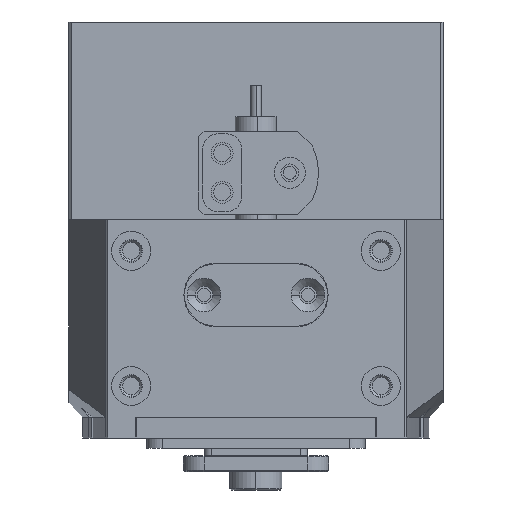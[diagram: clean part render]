
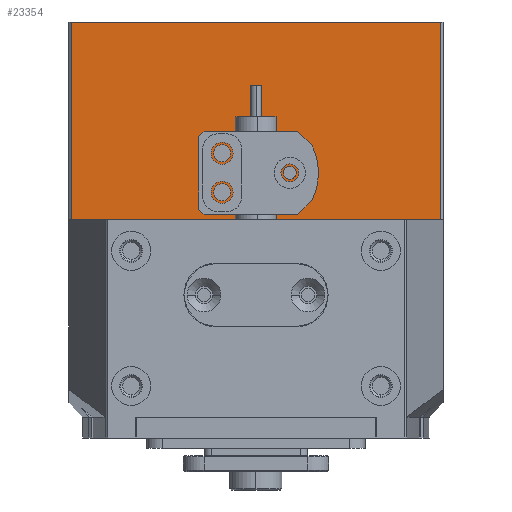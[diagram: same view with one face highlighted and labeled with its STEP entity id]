
A CAD part, left-side view. The second image highlights one B-rep face of the part: STEP entity #23354.
In plain terms, the highlighted planar face has unit normal (-1, 0, 0).
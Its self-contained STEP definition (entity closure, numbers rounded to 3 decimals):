
#81 = CIRCLE ( 'NONE', #4526, 1.25 ) ;
#272 = DIRECTION ( 'NONE',  ( 0., 0., 1. ) ) ;
#983 = CARTESIAN_POINT ( 'NONE',  ( -68.858, 12.927, 198.148 ) ) ;
#1263 = ORIENTED_EDGE ( 'NONE', *, *, #15587, .F. ) ;
#2795 = DIRECTION ( 'NONE',  ( 0., 0., 1. ) ) ;
#3565 = FACE_BOUND ( 'NONE', #37840, .T. ) ;
#3729 = EDGE_CURVE ( 'NONE', #17096, #47987, #42976, .T. ) ;
#3835 = CARTESIAN_POINT ( 'NONE',  ( -68.858, 19.427, 165.398 ) ) ;
#4363 = CARTESIAN_POINT ( 'NONE',  ( -68.858, 19.427, 172.898 ) ) ;
#4526 = AXIS2_PLACEMENT_3D ( 'NONE', #21881, #49136, #10090 ) ;
#4694 = AXIS2_PLACEMENT_3D ( 'NONE', #9419, #48632, #13360 ) ;
#4846 = VERTEX_POINT ( 'NONE', #25074 ) ;
#6221 = CARTESIAN_POINT ( 'NONE',  ( -68.858, -22.573, 160.148 ) ) ;
#6442 = CARTESIAN_POINT ( 'NONE',  ( -68.858, 19.427, 172.898 ) ) ;
#6719 = VERTEX_POINT ( 'NONE', #33426 ) ;
#7093 = AXIS2_PLACEMENT_3D ( 'NONE', #39185, #35077, #19465 ) ;
#7376 = LINE ( 'NONE', #983, #30673 ) ;
#7424 = EDGE_CURVE ( 'NONE', #31805, #6719, #27995, .T. ) ;
#9091 = ORIENTED_EDGE ( 'NONE', *, *, #9398, .F. ) ;
#9300 = EDGE_CURVE ( 'NONE', #6719, #31805, #42442, .T. ) ;
#9398 = EDGE_CURVE ( 'NONE', #36068, #34113, #36597, .T. ) ;
#9419 = CARTESIAN_POINT ( 'NONE',  ( -68.858, 19.427, 165.398 ) ) ;
#9997 = DIRECTION ( 'NONE',  ( 0., 0., -1. ) ) ;
#10090 = DIRECTION ( 'NONE',  ( 0., 0., 1. ) ) ;
#10376 = DIRECTION ( 'NONE',  ( -1., 0., 0. ) ) ;
#10800 = CARTESIAN_POINT ( 'NONE',  ( -68.858, 6.427, 170.398 ) ) ;
#11757 = EDGE_LOOP ( 'NONE', ( #22939, #18710, #41314, #17723 ) ) ;
#11767 = DIRECTION ( 'NONE',  ( 0., 0., 1. ) ) ;
#13360 = DIRECTION ( 'NONE',  ( 0., 0., 1. ) ) ;
#13385 = FACE_BOUND ( 'NONE', #30541, .T. ) ;
#14020 = FACE_BOUND ( 'NONE', #35575, .T. ) ;
#14026 = ORIENTED_EDGE ( 'NONE', *, *, #25381, .F. ) ;
#15380 = VECTOR ( 'NONE', #272, 1000. ) ;
#15587 = EDGE_CURVE ( 'NONE', #47987, #17096, #81, .T. ) ;
#15759 = CARTESIAN_POINT ( 'NONE',  ( -68.858, 19.427, 163.748 ) ) ;
#16121 = CARTESIAN_POINT ( 'NONE',  ( -68.858, 19.427, 174.548 ) ) ;
#16588 = DIRECTION ( 'NONE',  ( 0., 1., 0. ) ) ;
#17096 = VERTEX_POINT ( 'NONE', #32688 ) ;
#17151 = EDGE_CURVE ( 'NONE', #29171, #22354, #37378, .T. ) ;
#17668 = AXIS2_PLACEMENT_3D ( 'NONE', #21461, #21117, #40499 ) ;
#17723 = ORIENTED_EDGE ( 'NONE', *, *, #22558, .T. ) ;
#18091 = CIRCLE ( 'NONE', #43267, 1.65 ) ;
#18710 = ORIENTED_EDGE ( 'NONE', *, *, #25956, .T. ) ;
#18910 = VECTOR ( 'NONE', #9997, 1000. ) ;
#19441 = DIRECTION ( 'NONE',  ( -1., 0., 0. ) ) ;
#19465 = DIRECTION ( 'NONE',  ( 0., 0., -1. ) ) ;
#21117 = DIRECTION ( 'NONE',  ( -1., 0., 0. ) ) ;
#21461 = CARTESIAN_POINT ( 'NONE',  ( -68.858, 6.427, 169.148 ) ) ;
#21881 = CARTESIAN_POINT ( 'NONE',  ( -68.858, 6.427, 169.148 ) ) ;
#22354 = VERTEX_POINT ( 'NONE', #39321 ) ;
#22558 = EDGE_CURVE ( 'NONE', #42506, #22354, #45898, .T. ) ;
#22939 = ORIENTED_EDGE ( 'NONE', *, *, #17151, .F. ) ;
#23354 = ADVANCED_FACE ( 'NONE', ( #13385, #14020, #3565, #37925 ), #39029, .F. ) ;
#24391 = DIRECTION ( 'NONE',  ( -1., 0., 0. ) ) ;
#25074 = CARTESIAN_POINT ( 'NONE',  ( -68.858, -22.573, 198.148 ) ) ;
#25142 = CARTESIAN_POINT ( 'NONE',  ( -68.858, -27.073, 160.148 ) ) ;
#25381 = EDGE_CURVE ( 'NONE', #34113, #36068, #18091, .T. ) ;
#25956 = EDGE_CURVE ( 'NONE', #29171, #4846, #37479, .T. ) ;
#26940 = VECTOR ( 'NONE', #28930, 1000. ) ;
#27678 = AXIS2_PLACEMENT_3D ( 'NONE', #3835, #19441, #11767 ) ;
#27995 = CIRCLE ( 'NONE', #27678, 1.65 ) ;
#28930 = DIRECTION ( 'NONE',  ( 0., 1., 0. ) ) ;
#29171 = VERTEX_POINT ( 'NONE', #6221 ) ;
#30541 = EDGE_LOOP ( 'NONE', ( #9091, #14026 ) ) ;
#30673 = VECTOR ( 'NONE', #16588, 1000. ) ;
#30934 = ORIENTED_EDGE ( 'NONE', *, *, #7424, .F. ) ;
#31053 = ORIENTED_EDGE ( 'NONE', *, *, #3729, .F. ) ;
#31805 = VERTEX_POINT ( 'NONE', #15759 ) ;
#31854 = CARTESIAN_POINT ( 'NONE',  ( -68.858, 48.427, 198.148 ) ) ;
#32688 = CARTESIAN_POINT ( 'NONE',  ( -68.858, 6.427, 167.898 ) ) ;
#33426 = CARTESIAN_POINT ( 'NONE',  ( -68.858, 19.427, 167.048 ) ) ;
#34113 = VERTEX_POINT ( 'NONE', #45163 ) ;
#35077 = DIRECTION ( 'NONE',  ( 1., 0., 0. ) ) ;
#35575 = EDGE_LOOP ( 'NONE', ( #50762, #30934 ) ) ;
#35587 = CARTESIAN_POINT ( 'NONE',  ( -68.858, -22.573, 198.148 ) ) ;
#36068 = VERTEX_POINT ( 'NONE', #16121 ) ;
#36597 = CIRCLE ( 'NONE', #43803, 1.65 ) ;
#37378 = LINE ( 'NONE', #25142, #26940 ) ;
#37479 = LINE ( 'NONE', #35587, #15380 ) ;
#37840 = EDGE_LOOP ( 'NONE', ( #1263, #31053 ) ) ;
#37925 = FACE_OUTER_BOUND ( 'NONE', #11757, .T. ) ;
#39029 = PLANE ( 'NONE',  #7093 ) ;
#39185 = CARTESIAN_POINT ( 'NONE',  ( -68.858, -27.073, 160.148 ) ) ;
#39321 = CARTESIAN_POINT ( 'NONE',  ( -68.858, 48.427, 160.148 ) ) ;
#40499 = DIRECTION ( 'NONE',  ( 0., 0., 1. ) ) ;
#41314 = ORIENTED_EDGE ( 'NONE', *, *, #45756, .T. ) ;
#42442 = CIRCLE ( 'NONE', #4694, 1.65 ) ;
#42506 = VERTEX_POINT ( 'NONE', #31854 ) ;
#42976 = CIRCLE ( 'NONE', #17668, 1.25 ) ;
#43267 = AXIS2_PLACEMENT_3D ( 'NONE', #6442, #10376, #2795 ) ;
#43610 = DIRECTION ( 'NONE',  ( 0., 0., 1. ) ) ;
#43803 = AXIS2_PLACEMENT_3D ( 'NONE', #4363, #24391, #43610 ) ;
#45163 = CARTESIAN_POINT ( 'NONE',  ( -68.858, 19.427, 171.248 ) ) ;
#45756 = EDGE_CURVE ( 'NONE', #4846, #42506, #7376, .T. ) ;
#45898 = LINE ( 'NONE', #49034, #18910 ) ;
#47987 = VERTEX_POINT ( 'NONE', #10800 ) ;
#48632 = DIRECTION ( 'NONE',  ( -1., 0., 0. ) ) ;
#49034 = CARTESIAN_POINT ( 'NONE',  ( -68.858, 48.427, 160.148 ) ) ;
#49136 = DIRECTION ( 'NONE',  ( -1., 0., 0. ) ) ;
#50762 = ORIENTED_EDGE ( 'NONE', *, *, #9300, .F. ) ;
